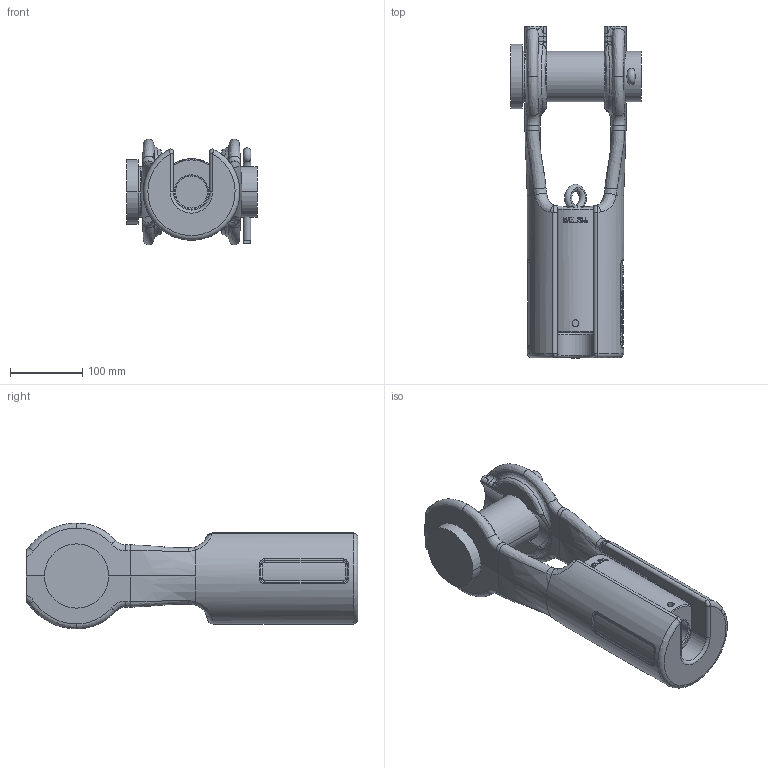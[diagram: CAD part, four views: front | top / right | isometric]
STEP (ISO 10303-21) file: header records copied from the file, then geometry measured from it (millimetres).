
FILE_DESCRIPTION((''),'2;1');
FILE_NAME('CROSBY_SB-427_35-38MM_1052050','2013-02-05T',('Alan Doughty'),('The Crosby Group LLC'),'PRO/ENGINEER BY PARAMETRIC TECHNOLOGY CORPORATION, 2012420','PRO/ENGINEER BY PARAMETRIC TECHNOLOGY CORPORATION, 2012420','');
FILE_SCHEMA(('AUTOMOTIVE_DESIGN { 1 0 10303 214 1 1 1 1 }'));
Length unit declared in the file: inch
Products named in the file (1): CROSBY_SB-427_35-38MM_1052050
Bounding box: 180.97 x 458.72 x 146.05 mm (x, y, z)
Volume: 3588824.7 mm3; surface area: 428507.4 mm2
Topology: 3 solids, 4 shells, 665 faces, 1649 edges, 1042 vertices
Faces by surface type: plane 285, bspline 142, cylinder 131, extrusion 58, torus 35, cone 8, sphere 6
Entity records: 34892 total; most frequent: CARTESIAN_POINT 14936, ORIENTED_EDGE 3298, DIRECTION 2576, PRESENTATION_STYLE_ASSIGNMENT 1660, STYLED_ITEM 1652, CURVE_STYLE 1649, EDGE_CURVE 1649, VERTEX_POINT 1042
